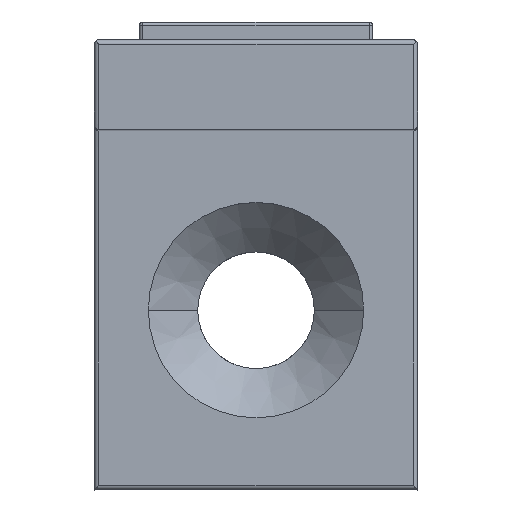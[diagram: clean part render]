
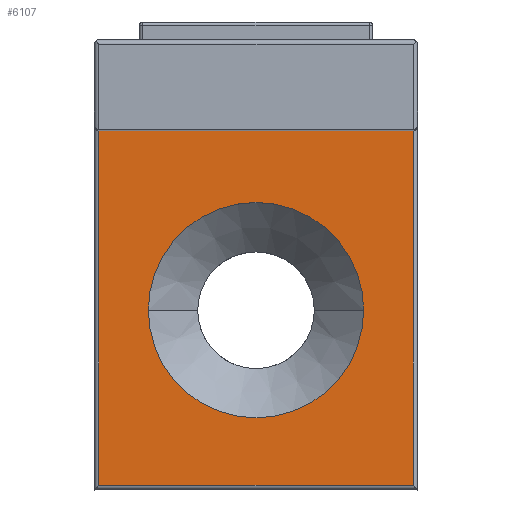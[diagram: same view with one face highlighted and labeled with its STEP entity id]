
A CAD part, top view. The second image highlights one B-rep face of the part: STEP entity #6107.
In plain terms, the highlighted planar face has unit normal (0, 0, 1).
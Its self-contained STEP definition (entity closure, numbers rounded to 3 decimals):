
#4 = ORIENTED_EDGE ( 'NONE', *, *, #2059, .F. ) ;
#300 = VERTEX_POINT ( 'NONE', #12998 ) ;
#345 = LINE ( 'NONE', #4921, #3390 ) ;
#483 = AXIS2_PLACEMENT_3D ( 'NONE', #10919, #6738, #10233 ) ;
#712 = EDGE_CURVE ( 'NONE', #12907, #8606, #8207, .T. ) ;
#1784 = CARTESIAN_POINT ( 'NONE',  ( 0., -15., 7.5 ) ) ;
#1881 = DIRECTION ( 'NONE',  ( 0., 1., 0. ) ) ;
#2059 = EDGE_CURVE ( 'NONE', #300, #3319, #3028, .T. ) ;
#2531 = ORIENTED_EDGE ( 'NONE', *, *, #4066, .T. ) ;
#2733 = DIRECTION ( 'NONE',  ( 0., 0., 1. ) ) ;
#2816 = DIRECTION ( 'NONE',  ( 1., 0., 0. ) ) ;
#2906 = PLANE ( 'NONE',  #8300 ) ;
#3028 = CIRCLE ( 'NONE', #7147, 6. ) ;
#3045 = CIRCLE ( 'NONE', #483, 6. ) ;
#3053 = DIRECTION ( 'NONE',  ( 0., -1., 0. ) ) ;
#3319 = VERTEX_POINT ( 'NONE', #13896 ) ;
#3390 = VECTOR ( 'NONE', #10554, 1000. ) ;
#3921 = CARTESIAN_POINT ( 'NONE',  ( -8.75, -24.75, 7.5 ) ) ;
#4066 = EDGE_CURVE ( 'NONE', #12663, #6467, #13211, .T. ) ;
#4130 = CARTESIAN_POINT ( 'NONE',  ( 9., -24.75, 7.5 ) ) ;
#4279 = EDGE_LOOP ( 'NONE', ( #6613, #5336, #5930, #2531 ) ) ;
#4921 = CARTESIAN_POINT ( 'NONE',  ( 9., -5., 7.5 ) ) ;
#5336 = ORIENTED_EDGE ( 'NONE', *, *, #712, .T. ) ;
#5360 = VECTOR ( 'NONE', #13375, 1000. ) ;
#5700 = EDGE_CURVE ( 'NONE', #8606, #12663, #345, .T. ) ;
#5930 = ORIENTED_EDGE ( 'NONE', *, *, #5700, .T. ) ;
#6107 = ADVANCED_FACE ( 'NONE', ( #11495, #8674 ), #2906, .F. ) ;
#6281 = CARTESIAN_POINT ( 'NONE',  ( -8.75, -5., 7.5 ) ) ;
#6395 = DIRECTION ( 'NONE',  ( 0., 1., 0. ) ) ;
#6467 = VERTEX_POINT ( 'NONE', #3921 ) ;
#6613 = ORIENTED_EDGE ( 'NONE', *, *, #10922, .T. ) ;
#6738 = DIRECTION ( 'NONE',  ( 0., 0., 1. ) ) ;
#7147 = AXIS2_PLACEMENT_3D ( 'NONE', #1784, #2733, #2816 ) ;
#7504 = VECTOR ( 'NONE', #1881, 1000. ) ;
#7562 = DIRECTION ( 'NONE',  ( 0., 0., -1. ) ) ;
#8088 = VECTOR ( 'NONE', #3053, 1000. ) ;
#8207 = LINE ( 'NONE', #12006, #7504 ) ;
#8300 = AXIS2_PLACEMENT_3D ( 'NONE', #14342, #7562, #6395 ) ;
#8606 = VERTEX_POINT ( 'NONE', #13640 ) ;
#8674 = FACE_OUTER_BOUND ( 'NONE', #4279, .T. ) ;
#10221 = ORIENTED_EDGE ( 'NONE', *, *, #12125, .F. ) ;
#10233 = DIRECTION ( 'NONE',  ( 1., 0., 0. ) ) ;
#10554 = DIRECTION ( 'NONE',  ( -1., 0., 0. ) ) ;
#10919 = CARTESIAN_POINT ( 'NONE',  ( 0., -15., 7.5 ) ) ;
#10922 = EDGE_CURVE ( 'NONE', #6467, #12907, #13109, .T. ) ;
#11044 = EDGE_LOOP ( 'NONE', ( #10221, #4 ) ) ;
#11495 = FACE_BOUND ( 'NONE', #11044, .T. ) ;
#12006 = CARTESIAN_POINT ( 'NONE',  ( 8.75, -5., 7.5 ) ) ;
#12125 = EDGE_CURVE ( 'NONE', #3319, #300, #3045, .T. ) ;
#12663 = VERTEX_POINT ( 'NONE', #6281 ) ;
#12907 = VERTEX_POINT ( 'NONE', #13429 ) ;
#12998 = CARTESIAN_POINT ( 'NONE',  ( -6., -15., 7.5 ) ) ;
#13081 = CARTESIAN_POINT ( 'NONE',  ( -8.75, -25., 7.5 ) ) ;
#13109 = LINE ( 'NONE', #4130, #5360 ) ;
#13211 = LINE ( 'NONE', #13081, #8088 ) ;
#13375 = DIRECTION ( 'NONE',  ( 1., 0., 0. ) ) ;
#13429 = CARTESIAN_POINT ( 'NONE',  ( 8.75, -24.75, 7.5 ) ) ;
#13640 = CARTESIAN_POINT ( 'NONE',  ( 8.75, -5., 7.5 ) ) ;
#13896 = CARTESIAN_POINT ( 'NONE',  ( 6., -15., 7.5 ) ) ;
#14342 = CARTESIAN_POINT ( 'NONE',  ( 9., -5., 7.5 ) ) ;
